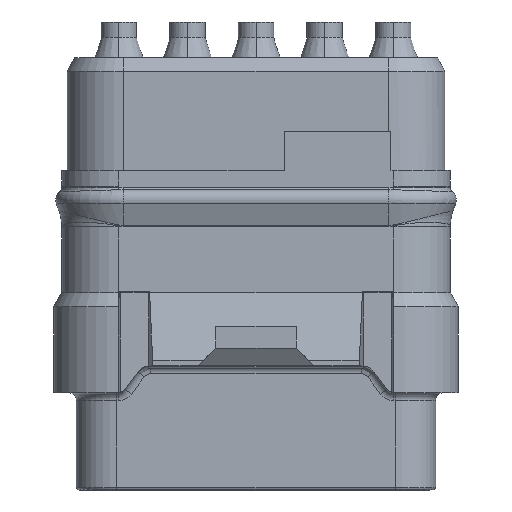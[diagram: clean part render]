
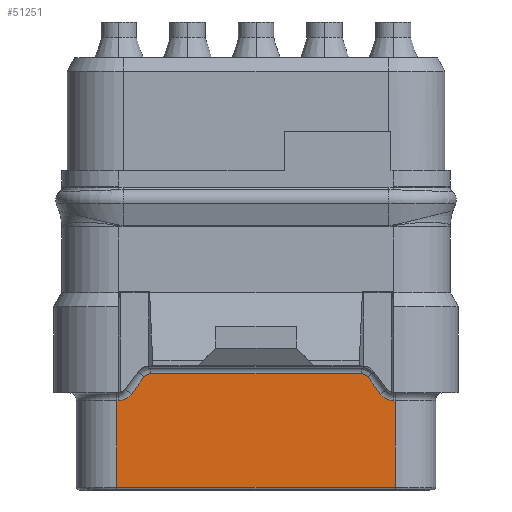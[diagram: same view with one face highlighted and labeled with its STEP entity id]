
A CAD part, front view. The second image highlights one B-rep face of the part: STEP entity #51251.
In plain terms, the highlighted planar face has unit normal (0, -1, 0).
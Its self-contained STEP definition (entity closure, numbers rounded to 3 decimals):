
#889=DIRECTION('',(-1.,0.,0.));
#890=VECTOR('',#889,0.06);
#891=CARTESIAN_POINT('',(-5.1,-5.81,-8.53));
#892=LINE('',#891,#890);
#903=CARTESIAN_POINT('',(-5.1,-5.81,-7.93));
#904=DIRECTION('',(0.,1.,0.));
#905=DIRECTION('',(0.8,0.,-0.6));
#906=AXIS2_PLACEMENT_3D('',#903,#904,#905);
#1537=CARTESIAN_POINT('',(5.1,-5.81,-7.93));
#1538=DIRECTION('',(0.,1.,0.));
#1539=DIRECTION('',(0.,0.,-1.));
#1540=AXIS2_PLACEMENT_3D('',#1537,#1538,#1539);
#1870=DIRECTION('',(0.,0.,-1.));
#1871=VECTOR('',#1870,3.21);
#1872=CARTESIAN_POINT('',(-5.16,-5.81,-8.53));
#1873=LINE('',#1872,#1871);
#1874=DIRECTION('',(0.,0.,-1.));
#1875=VECTOR('',#1874,3.21);
#1876=CARTESIAN_POINT('',(5.16,-5.81,-8.53));
#1877=LINE('',#1876,#1875);
#1887=DIRECTION('',(-0.6,0.,-0.8));
#1888=VECTOR('',#1887,0.8);
#1889=CARTESIAN_POINT('',(-4.14,-5.81,-7.65));
#1890=LINE('',#1889,#1888);
#1904=CARTESIAN_POINT('',(-3.9,-5.81,-7.83));
#1905=DIRECTION('',(0.,-1.,0.));
#1906=DIRECTION('',(0.,0.,1.));
#1907=AXIS2_PLACEMENT_3D('',#1904,#1905,#1906);
#1976=CARTESIAN_POINT('',(3.9,-5.81,-7.83));
#1977=DIRECTION('',(0.,-1.,0.));
#1978=DIRECTION('',(0.8,0.,0.6));
#1979=AXIS2_PLACEMENT_3D('',#1976,#1977,#1978);
#2042=DIRECTION('',(-1.,0.,0.));
#2043=VECTOR('',#2042,7.8);
#2044=CARTESIAN_POINT('',(3.9,-5.81,-7.53));
#2045=LINE('',#2044,#2043);
#2059=DIRECTION('',(-0.6,0.,0.8));
#2060=VECTOR('',#2059,0.8);
#2061=CARTESIAN_POINT('',(4.62,-5.81,-8.29));
#2062=LINE('',#2061,#2060);
#2068=DIRECTION('',(-1.,0.,0.));
#2069=VECTOR('',#2068,0.06);
#2070=CARTESIAN_POINT('',(5.16,-5.81,-8.53));
#2071=LINE('',#2070,#2069);
#4233=DIRECTION('',(-1.,0.,0.));
#4234=VECTOR('',#4233,10.32);
#4235=CARTESIAN_POINT('',(5.16,-5.81,-11.74));
#4236=LINE('',#4235,#4234);
#39780=CARTESIAN_POINT('',(5.16,-5.81,-11.74));
#39781=VERTEX_POINT('',#39780);
#39784=CARTESIAN_POINT('',(-5.16,-5.81,-11.74));
#39785=VERTEX_POINT('',#39784);
#39862=CARTESIAN_POINT('',(-5.16,-5.81,-8.53));
#39863=VERTEX_POINT('',#39862);
#39864=CARTESIAN_POINT('',(-5.1,-5.81,-8.53));
#39865=VERTEX_POINT('',#39864);
#39866=CARTESIAN_POINT('',(-4.62,-5.81,-8.29));
#39867=VERTEX_POINT('',#39866);
#39872=CARTESIAN_POINT('',(-4.14,-5.81,-7.65));
#39873=VERTEX_POINT('',#39872);
#39874=CARTESIAN_POINT('',(-3.9,-5.81,-7.53));
#39875=VERTEX_POINT('',#39874);
#39876=CARTESIAN_POINT('',(3.9,-5.81,-7.53));
#39877=VERTEX_POINT('',#39876);
#39878=CARTESIAN_POINT('',(4.14,-5.81,-7.65));
#39879=VERTEX_POINT('',#39878);
#39884=CARTESIAN_POINT('',(4.62,-5.81,-8.29));
#39885=VERTEX_POINT('',#39884);
#39886=CARTESIAN_POINT('',(5.1,-5.81,-8.53));
#39887=VERTEX_POINT('',#39886);
#39888=CARTESIAN_POINT('',(5.16,-5.81,-8.53));
#39889=VERTEX_POINT('',#39888);
#51224=CARTESIAN_POINT('',(5.16,-5.81,-8.23));
#51225=DIRECTION('',(0.,-1.,0.));
#51226=DIRECTION('',(-1.,0.,0.));
#51227=AXIS2_PLACEMENT_3D('',#51224,#51225,#51226);
#51228=PLANE('',#51227);
#51229=ORIENTED_EDGE('',*,*,#49673,.F.);
#51230=ORIENTED_EDGE('',*,*,#49691,.F.);
#51232=ORIENTED_EDGE('',*,*,#51231,.F.);
#51234=ORIENTED_EDGE('',*,*,#51233,.F.);
#51236=ORIENTED_EDGE('',*,*,#51235,.F.);
#51238=ORIENTED_EDGE('',*,*,#51237,.F.);
#51240=ORIENTED_EDGE('',*,*,#51239,.F.);
#51241=ORIENTED_EDGE('',*,*,#50764,.F.);
#51243=ORIENTED_EDGE('',*,*,#51242,.F.);
#51245=ORIENTED_EDGE('',*,*,#51244,.T.);
#51247=ORIENTED_EDGE('',*,*,#51246,.T.);
#51248=ORIENTED_EDGE('',*,*,#51216,.F.);
#51249=EDGE_LOOP('',(#51229,#51230,#51232,#51234,#51236,#51238,#51240,#51241,
#51243,#51245,#51247,#51248));
#51250=FACE_OUTER_BOUND('',#51249,.F.);
#51251=ADVANCED_FACE('',(#51250),#51228,.T.);
#907=CIRCLE('',#906,0.6);
#1541=CIRCLE('',#1540,0.6);
#1908=CIRCLE('',#1907,0.3);
#1980=CIRCLE('',#1979,0.3);
#49673=EDGE_CURVE('',#39865,#39863,#892,.T.);
#49691=EDGE_CURVE('',#39867,#39865,#907,.T.);
#50764=EDGE_CURVE('',#39887,#39885,#1541,.T.);
#51216=EDGE_CURVE('',#39863,#39785,#1873,.T.);
#51231=EDGE_CURVE('',#39873,#39867,#1890,.T.);
#51233=EDGE_CURVE('',#39875,#39873,#1908,.T.);
#51235=EDGE_CURVE('',#39877,#39875,#2045,.T.);
#51237=EDGE_CURVE('',#39879,#39877,#1980,.T.);
#51239=EDGE_CURVE('',#39885,#39879,#2062,.T.);
#51242=EDGE_CURVE('',#39889,#39887,#2071,.T.);
#51244=EDGE_CURVE('',#39889,#39781,#1877,.T.);
#51246=EDGE_CURVE('',#39781,#39785,#4236,.T.);
